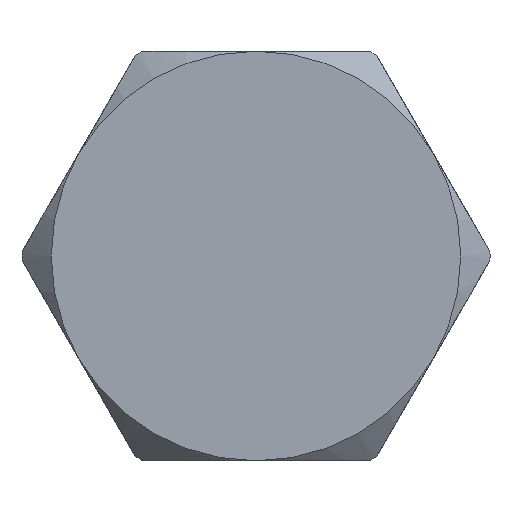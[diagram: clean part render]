
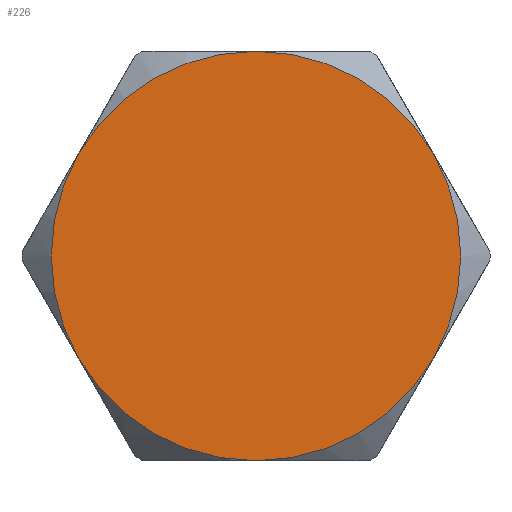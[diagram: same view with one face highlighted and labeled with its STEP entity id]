
A CAD part, front view. The second image highlights one B-rep face of the part: STEP entity #226.
In plain terms, the highlighted planar face has unit normal (0, -1, 0).
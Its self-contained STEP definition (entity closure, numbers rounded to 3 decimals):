
#17 = DIRECTION ( 'NONE',  ( 0., 1., 0. ) ) ;
#19 = DIRECTION ( 'NONE',  ( 0., 0., 1. ) ) ;
#27 = AXIS2_PLACEMENT_3D ( 'NONE', #425, #634, #92 ) ;
#44 = VERTEX_POINT ( 'NONE', #513 ) ;
#48 = EDGE_CURVE ( 'NONE', #470, #186, #897, .T. ) ;
#50 = DIRECTION ( 'NONE',  ( 0., 1., 0. ) ) ;
#56 = VERTEX_POINT ( 'NONE', #170 ) ;
#68 = EDGE_CURVE ( 'NONE', #56, #470, #422, .T. ) ;
#84 = CARTESIAN_POINT ( 'NONE',  ( -3.031, -300., -1.75 ) ) ;
#86 = CARTESIAN_POINT ( 'NONE',  ( 0., -300., 0. ) ) ;
#89 = CIRCLE ( 'NONE', #394, 3.5 ) ;
#92 = DIRECTION ( 'NONE',  ( 0., 0., 1. ) ) ;
#112 = AXIS2_PLACEMENT_3D ( 'NONE', #846, #702, #567 ) ;
#124 = ORIENTED_EDGE ( 'NONE', *, *, #913, .F. ) ;
#130 = DIRECTION ( 'NONE',  ( 0., 0., 1. ) ) ;
#137 = ORIENTED_EDGE ( 'NONE', *, *, #758, .F. ) ;
#157 = VERTEX_POINT ( 'NONE', #84 ) ;
#168 = DIRECTION ( 'NONE',  ( 0., 0., 1. ) ) ;
#170 = CARTESIAN_POINT ( 'NONE',  ( -3.031, -300., 1.75 ) ) ;
#186 = VERTEX_POINT ( 'NONE', #656 ) ;
#202 = CARTESIAN_POINT ( 'NONE',  ( 0., -300., 0. ) ) ;
#225 = ORIENTED_EDGE ( 'NONE', *, *, #652, .F. ) ;
#226 = ADVANCED_FACE ( 'NONE', ( #492 ), #737, .F. ) ;
#256 = AXIS2_PLACEMENT_3D ( 'NONE', #788, #17, #168 ) ;
#264 = VERTEX_POINT ( 'NONE', #281 ) ;
#281 = CARTESIAN_POINT ( 'NONE',  ( 0., -300., -3.5 ) ) ;
#305 = EDGE_CURVE ( 'NONE', #44, #264, #786, .T. ) ;
#308 = CARTESIAN_POINT ( 'NONE',  ( 0., -300., 0. ) ) ;
#310 = CIRCLE ( 'NONE', #27, 3.5 ) ;
#332 = DIRECTION ( 'NONE',  ( 0., 0., 1. ) ) ;
#394 = AXIS2_PLACEMENT_3D ( 'NONE', #86, #659, #19 ) ;
#422 = CIRCLE ( 'NONE', #256, 3.5 ) ;
#425 = CARTESIAN_POINT ( 'NONE',  ( 0., -300., 0. ) ) ;
#444 = AXIS2_PLACEMENT_3D ( 'NONE', #308, #579, #791 ) ;
#470 = VERTEX_POINT ( 'NONE', #669 ) ;
#492 = FACE_OUTER_BOUND ( 'NONE', #521, .T. ) ;
#513 = CARTESIAN_POINT ( 'NONE',  ( 3.031, -300., -1.75 ) ) ;
#521 = EDGE_LOOP ( 'NONE', ( #715, #643, #137, #124, #566, #225 ) ) ;
#566 = ORIENTED_EDGE ( 'NONE', *, *, #305, .F. ) ;
#567 = DIRECTION ( 'NONE',  ( 0., 0., 1. ) ) ;
#579 = DIRECTION ( 'NONE',  ( 0., 1., 0. ) ) ;
#583 = CIRCLE ( 'NONE', #829, 3.5 ) ;
#634 = DIRECTION ( 'NONE',  ( 0., 1., 0. ) ) ;
#643 = ORIENTED_EDGE ( 'NONE', *, *, #68, .F. ) ;
#652 = EDGE_CURVE ( 'NONE', #186, #44, #310, .T. ) ;
#656 = CARTESIAN_POINT ( 'NONE',  ( 3.031, -300., 1.75 ) ) ;
#659 = DIRECTION ( 'NONE',  ( 0., 1., 0. ) ) ;
#669 = CARTESIAN_POINT ( 'NONE',  ( 0., -300., 3.5 ) ) ;
#695 = AXIS2_PLACEMENT_3D ( 'NONE', #818, #50, #130 ) ;
#702 = DIRECTION ( 'NONE',  ( 0., 1., 0. ) ) ;
#715 = ORIENTED_EDGE ( 'NONE', *, *, #48, .F. ) ;
#737 = PLANE ( 'NONE',  #695 ) ;
#758 = EDGE_CURVE ( 'NONE', #157, #56, #89, .T. ) ;
#786 = CIRCLE ( 'NONE', #112, 3.5 ) ;
#788 = CARTESIAN_POINT ( 'NONE',  ( 0., -300., 0. ) ) ;
#791 = DIRECTION ( 'NONE',  ( 0., 0., 1. ) ) ;
#812 = DIRECTION ( 'NONE',  ( 0., 1., 0. ) ) ;
#818 = CARTESIAN_POINT ( 'NONE',  ( 0., -300., 0. ) ) ;
#829 = AXIS2_PLACEMENT_3D ( 'NONE', #202, #812, #332 ) ;
#846 = CARTESIAN_POINT ( 'NONE',  ( 0., -300., 0. ) ) ;
#897 = CIRCLE ( 'NONE', #444, 3.5 ) ;
#913 = EDGE_CURVE ( 'NONE', #264, #157, #583, .T. ) ;
